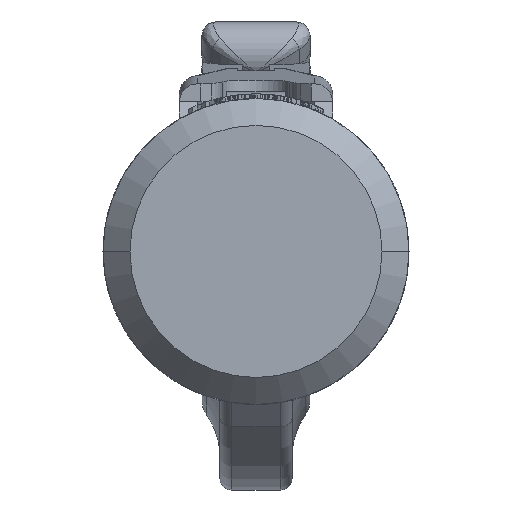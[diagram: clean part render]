
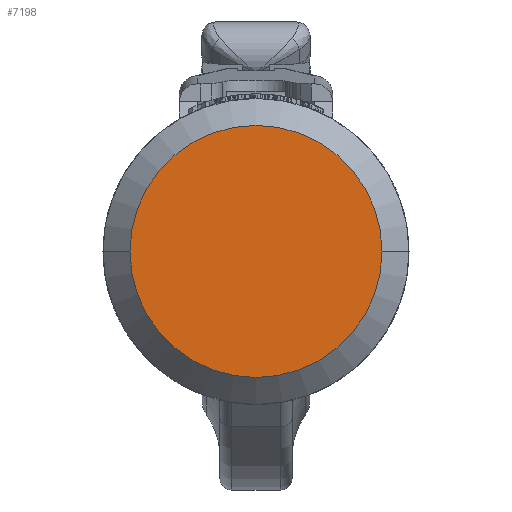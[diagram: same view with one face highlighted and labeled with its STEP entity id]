
A CAD part, front view. The second image highlights one B-rep face of the part: STEP entity #7198.
In plain terms, the highlighted planar face has unit normal (0, -1, 0).
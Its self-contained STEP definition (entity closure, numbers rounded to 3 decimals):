
#6=CARTESIAN_POINT('',(0.,0.,0.));
#7=DIRECTION('',(0.,-1.,0.));
#8=DIRECTION('',(1.,0.,0.));
#9=AXIS2_PLACEMENT_3D('',#6,#7,#8);
#5630=CARTESIAN_POINT('',(0.,0.,0.));
#5631=DIRECTION('',(0.,1.,0.));
#5632=DIRECTION('',(1.,0.,0.));
#5633=AXIS2_PLACEMENT_3D('',#5630,#5631,#5632);
#7049=CARTESIAN_POINT('',(14.,0.,0.));
#7050=CARTESIAN_POINT('',(-14.,0.,0.));
#7051=VERTEX_POINT('',#7049);
#7052=VERTEX_POINT('',#7050);
#7187=CARTESIAN_POINT('',(0.,0.,0.));
#7188=DIRECTION('',(0.,-1.,0.));
#7189=DIRECTION('',(-1.,0.,0.));
#7190=AXIS2_PLACEMENT_3D('',#7187,#7188,#7189);
#7191=PLANE('',#7190);
#7193=ORIENTED_EDGE('',*,*,#7192,.F.);
#7195=ORIENTED_EDGE('',*,*,#7194,.T.);
#7196=EDGE_LOOP('',(#7193,#7195));
#7197=FACE_OUTER_BOUND('',#7196,.F.);
#7198=ADVANCED_FACE('',(#7197),#7191,.T.);
#10=CIRCLE('',#9,14.);
#5634=CIRCLE('',#5633,14.);
#7192=EDGE_CURVE('',#7051,#7052,#10,.T.);
#7194=EDGE_CURVE('',#7051,#7052,#5634,.T.);
